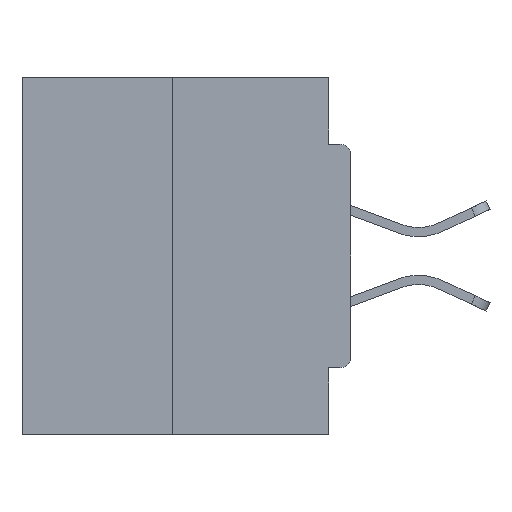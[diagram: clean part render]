
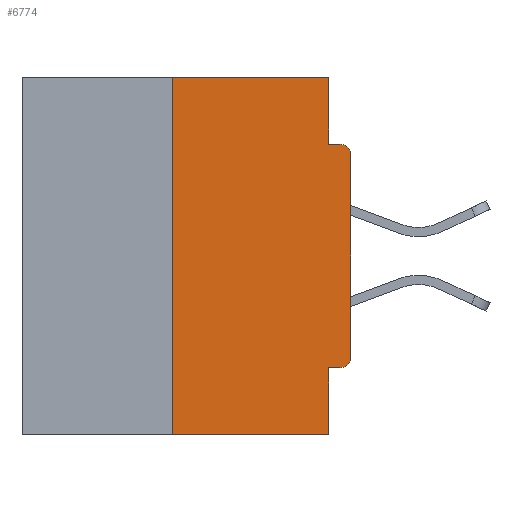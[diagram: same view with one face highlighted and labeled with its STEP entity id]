
A CAD part, left-side view. The second image highlights one B-rep face of the part: STEP entity #6774.
In plain terms, the highlighted planar face has unit normal (-1, 0, 0).
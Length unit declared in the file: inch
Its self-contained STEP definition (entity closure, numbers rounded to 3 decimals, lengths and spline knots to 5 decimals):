
#49 = EDGE_CURVE ( 'NONE', #6599, #4817, #30691, .T. ) ;
#166 = VERTEX_POINT ( 'NONE', #8995 ) ;
#590 = CARTESIAN_POINT ( 'NONE',  ( 0., 0.015, -0.4065 ) ) ;
#635 = DIRECTION ( 'NONE',  ( 0., -1., 0. ) ) ;
#1313 = VECTOR ( 'NONE', #30014, 39.37008 ) ;
#1459 = DIRECTION ( 'NONE',  ( 1., 0., 0. ) ) ;
#1546 = AXIS2_PLACEMENT_3D ( 'NONE', #21023, #8693, #3601 ) ;
#1595 = LINE ( 'NONE', #17843, #22263 ) ;
#1788 = PLANE ( 'NONE',  #13044 ) ;
#2590 = VECTOR ( 'NONE', #635, 39.37008 ) ;
#2918 = EDGE_CURVE ( 'NONE', #7803, #3607, #32016, .T. ) ;
#3344 = CARTESIAN_POINT ( 'NONE',  ( 0., 0.015, -0.0935 ) ) ;
#3601 = DIRECTION ( 'NONE',  ( 0., 0., -1. ) ) ;
#3607 = VERTEX_POINT ( 'NONE', #27575 ) ;
#3705 = DIRECTION ( 'NONE',  ( 0., 0., 1. ) ) ;
#4001 = LINE ( 'NONE', #9388, #7513 ) ;
#4195 = VECTOR ( 'NONE', #27067, 39.37008 ) ;
#4343 = CARTESIAN_POINT ( 'NONE',  ( 0., 0.25, 0. ) ) ;
#4345 = EDGE_CURVE ( 'NONE', #4817, #8966, #14005, .T. ) ;
#4399 = CARTESIAN_POINT ( 'NONE',  ( 0., 0.46, 0. ) ) ;
#4817 = VERTEX_POINT ( 'NONE', #15633 ) ;
#4897 = EDGE_CURVE ( 'NONE', #3607, #28016, #9274, .T. ) ;
#5016 = CARTESIAN_POINT ( 'NONE',  ( 0., 0.031, -0.5 ) ) ;
#5305 = CARTESIAN_POINT ( 'NONE',  ( 0., 0., -0.4065 ) ) ;
#5770 = CARTESIAN_POINT ( 'NONE',  ( 0., 0., 0. ) ) ;
#6351 = DIRECTION ( 'NONE',  ( -1., 0., 0. ) ) ;
#6487 = ORIENTED_EDGE ( 'NONE', *, *, #29464, .F. ) ;
#6599 = VERTEX_POINT ( 'NONE', #26166 ) ;
#6767 = DIRECTION ( 'NONE',  ( 0., 0., -1. ) ) ;
#6774 = ADVANCED_FACE ( 'NONE', ( #19278 ), #1788, .F. ) ;
#6791 = EDGE_LOOP ( 'NONE', ( #7512, #24502, #18322, #8303, #8141, #11341, #11289, #30244, #9357, #6487 ) ) ;
#7512 = ORIENTED_EDGE ( 'NONE', *, *, #4345, .F. ) ;
#7513 = VECTOR ( 'NONE', #6767, 39.37008 ) ;
#7803 = VERTEX_POINT ( 'NONE', #12739 ) ;
#7918 = CARTESIAN_POINT ( 'NONE',  ( 0., 0., -0.0935 ) ) ;
#7937 = LINE ( 'NONE', #5305, #1313 ) ;
#8046 = LINE ( 'NONE', #7918, #2590 ) ;
#8141 = ORIENTED_EDGE ( 'NONE', *, *, #28405, .F. ) ;
#8303 = ORIENTED_EDGE ( 'NONE', *, *, #10726, .F. ) ;
#8693 = DIRECTION ( 'NONE',  ( -1., 0., 0. ) ) ;
#8951 = EDGE_CURVE ( 'NONE', #6599, #10016, #11837, .T. ) ;
#8966 = VERTEX_POINT ( 'NONE', #9116 ) ;
#8995 = CARTESIAN_POINT ( 'NONE',  ( 0., 0.031, -0.0935 ) ) ;
#9116 = CARTESIAN_POINT ( 'NONE',  ( 0., 0.031, 0. ) ) ;
#9226 = DIRECTION ( 'NONE',  ( 0., -1., 0. ) ) ;
#9274 = CIRCLE ( 'NONE', #28412, 0.015 ) ;
#9357 = ORIENTED_EDGE ( 'NONE', *, *, #23654, .F. ) ;
#9388 = CARTESIAN_POINT ( 'NONE',  ( 0., 0.031, 0. ) ) ;
#10016 = VERTEX_POINT ( 'NONE', #5016 ) ;
#10589 = DIRECTION ( 'NONE',  ( 0., -1., 0. ) ) ;
#10726 = EDGE_CURVE ( 'NONE', #27264, #10016, #1595, .T. ) ;
#11289 = ORIENTED_EDGE ( 'NONE', *, *, #2918, .T. ) ;
#11341 = ORIENTED_EDGE ( 'NONE', *, *, #18659, .T. ) ;
#11837 = LINE ( 'NONE', #19144, #26212 ) ;
#12739 = CARTESIAN_POINT ( 'NONE',  ( 0., 0., -0.3915 ) ) ;
#13044 = AXIS2_PLACEMENT_3D ( 'NONE', #4399, #1459, #23991 ) ;
#13084 = CARTESIAN_POINT ( 'NONE',  ( 0., 0.46, 0. ) ) ;
#13987 = CARTESIAN_POINT ( 'NONE',  ( 0., 0.015, -0.1085 ) ) ;
#14005 = LINE ( 'NONE', #13084, #19050 ) ;
#14086 = DIRECTION ( 'NONE',  ( 0., 0., -1. ) ) ;
#15633 = CARTESIAN_POINT ( 'NONE',  ( 0., 0.25, 0. ) ) ;
#16280 = DIRECTION ( 'NONE',  ( 0., 0., -1. ) ) ;
#17843 = CARTESIAN_POINT ( 'NONE',  ( 0., 0.031, -0.5 ) ) ;
#18012 = VECTOR ( 'NONE', #3705, 39.37008 ) ;
#18322 = ORIENTED_EDGE ( 'NONE', *, *, #8951, .T. ) ;
#18659 = EDGE_CURVE ( 'NONE', #21429, #7803, #24191, .T. ) ;
#19050 = VECTOR ( 'NONE', #10589, 39.37008 ) ;
#19144 = CARTESIAN_POINT ( 'NONE',  ( 0., 0.46, -0.5 ) ) ;
#19278 = FACE_OUTER_BOUND ( 'NONE', #6791, .T. ) ;
#21023 = CARTESIAN_POINT ( 'NONE',  ( 0., 0.015, -0.3915 ) ) ;
#21429 = VERTEX_POINT ( 'NONE', #590 ) ;
#22263 = VECTOR ( 'NONE', #14086, 39.37008 ) ;
#22343 = CARTESIAN_POINT ( 'NONE',  ( 0., 0.031, -0.4065 ) ) ;
#23654 = EDGE_CURVE ( 'NONE', #166, #28016, #8046, .T. ) ;
#23991 = DIRECTION ( 'NONE',  ( 0., 0., -1. ) ) ;
#24191 = CIRCLE ( 'NONE', #1546, 0.015 ) ;
#24502 = ORIENTED_EDGE ( 'NONE', *, *, #49, .F. ) ;
#26166 = CARTESIAN_POINT ( 'NONE',  ( 0., 0.25, -0.5 ) ) ;
#26212 = VECTOR ( 'NONE', #9226, 39.37008 ) ;
#27067 = DIRECTION ( 'NONE',  ( 0., 0., 1. ) ) ;
#27264 = VERTEX_POINT ( 'NONE', #22343 ) ;
#27575 = CARTESIAN_POINT ( 'NONE',  ( 0., 0., -0.1085 ) ) ;
#28016 = VERTEX_POINT ( 'NONE', #3344 ) ;
#28405 = EDGE_CURVE ( 'NONE', #21429, #27264, #7937, .T. ) ;
#28412 = AXIS2_PLACEMENT_3D ( 'NONE', #13987, #6351, #16280 ) ;
#29464 = EDGE_CURVE ( 'NONE', #8966, #166, #4001, .T. ) ;
#30014 = DIRECTION ( 'NONE',  ( 0., 1., 0. ) ) ;
#30244 = ORIENTED_EDGE ( 'NONE', *, *, #4897, .T. ) ;
#30691 = LINE ( 'NONE', #4343, #4195 ) ;
#32016 = LINE ( 'NONE', #5770, #18012 ) ;
